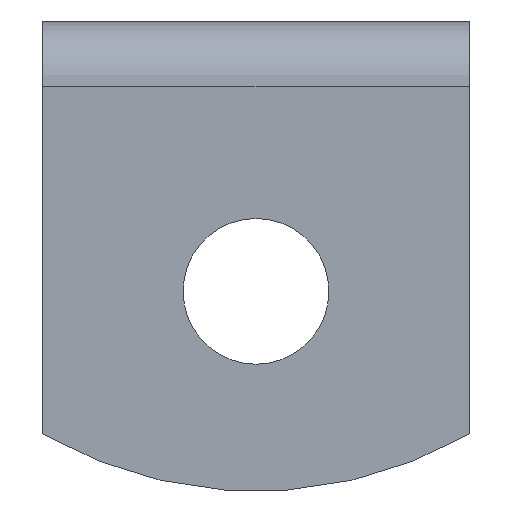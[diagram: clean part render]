
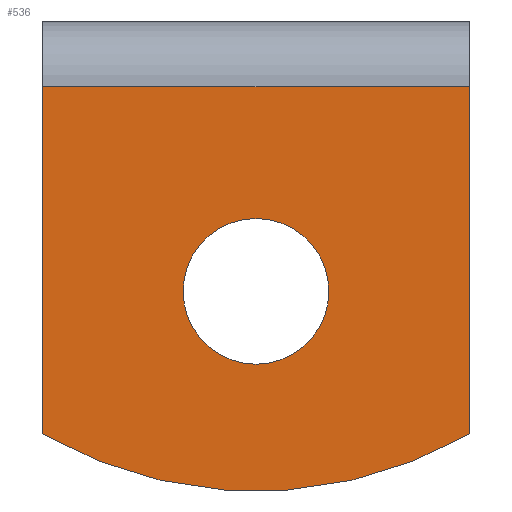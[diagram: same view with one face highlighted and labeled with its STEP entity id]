
A CAD part, front view. The second image highlights one B-rep face of the part: STEP entity #536.
In plain terms, the highlighted planar face has unit normal (0, -1, 0).
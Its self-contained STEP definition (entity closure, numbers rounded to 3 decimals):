
#7 = LINE ( 'NONE', #455, #501 ) ;
#8 = CARTESIAN_POINT ( 'NONE',  ( 0., 0., 5.063 ) ) ;
#15 = AXIS2_PLACEMENT_3D ( 'NONE', #601, #71, #70 ) ;
#23 = AXIS2_PLACEMENT_3D ( 'NONE', #46, #326, #563 ) ;
#27 = VERTEX_POINT ( 'NONE', #31 ) ;
#31 = CARTESIAN_POINT ( 'NONE',  ( 3.96, 0., 7.51 ) ) ;
#42 = LINE ( 'NONE', #509, #232 ) ;
#46 = CARTESIAN_POINT ( 'NONE',  ( 0., 0., 3.71 ) ) ;
#68 = ORIENTED_EDGE ( 'NONE', *, *, #443, .T. ) ;
#70 = DIRECTION ( 'NONE',  ( 0., 0., 1. ) ) ;
#71 = DIRECTION ( 'NONE',  ( 0., 1., 0. ) ) ;
#94 = VERTEX_POINT ( 'NONE', #556 ) ;
#128 = CIRCLE ( 'NONE', #15, 7.9 ) ;
#130 = CARTESIAN_POINT ( 'NONE',  ( 0., 0., 3.71 ) ) ;
#159 = ORIENTED_EDGE ( 'NONE', *, *, #258, .F. ) ;
#175 = FACE_BOUND ( 'NONE', #464, .T. ) ;
#200 = FACE_OUTER_BOUND ( 'NONE', #266, .T. ) ;
#209 = DIRECTION ( 'NONE',  ( -1., 0., 0. ) ) ;
#216 = DIRECTION ( 'NONE',  ( 0., 0., 1. ) ) ;
#232 = VECTOR ( 'NONE', #209, 1000. ) ;
#237 = VECTOR ( 'NONE', #446, 1000. ) ;
#239 = ORIENTED_EDGE ( 'NONE', *, *, #499, .T. ) ;
#247 = CARTESIAN_POINT ( 'NONE',  ( 0., 0., 2.357 ) ) ;
#249 = VERTEX_POINT ( 'NONE', #247 ) ;
#254 = VERTEX_POINT ( 'NONE', #441 ) ;
#258 = EDGE_CURVE ( 'NONE', #27, #94, #361, .T. ) ;
#266 = EDGE_LOOP ( 'NONE', ( #549, #159, #68, #544 ) ) ;
#272 = AXIS2_PLACEMENT_3D ( 'NONE', #130, #520, #371 ) ;
#302 = VERTEX_POINT ( 'NONE', #8 ) ;
#307 = CARTESIAN_POINT ( 'NONE',  ( -3.96, 0., 1.064 ) ) ;
#326 = DIRECTION ( 'NONE',  ( 0., 1., 0. ) ) ;
#349 = DIRECTION ( 'NONE',  ( 0., 0., -1. ) ) ;
#361 = LINE ( 'NONE', #542, #237 ) ;
#367 = DIRECTION ( 'NONE',  ( 0., 1., 0. ) ) ;
#371 = DIRECTION ( 'NONE',  ( 0., 0., 1. ) ) ;
#378 = EDGE_CURVE ( 'NONE', #94, #474, #128, .T. ) ;
#380 = EDGE_CURVE ( 'NONE', #254, #474, #7, .T. ) ;
#385 = CIRCLE ( 'NONE', #272, 1.353 ) ;
#441 = CARTESIAN_POINT ( 'NONE',  ( -3.96, 0., 7.51 ) ) ;
#443 = EDGE_CURVE ( 'NONE', #27, #254, #42, .T. ) ;
#446 = DIRECTION ( 'NONE',  ( 0., 0., -1. ) ) ;
#455 = CARTESIAN_POINT ( 'NONE',  ( -3.96, 0., 7.51 ) ) ;
#464 = EDGE_LOOP ( 'NONE', ( #581, #239 ) ) ;
#473 = CARTESIAN_POINT ( 'NONE',  ( 3.96, 0., 7.51 ) ) ;
#474 = VERTEX_POINT ( 'NONE', #307 ) ;
#482 = AXIS2_PLACEMENT_3D ( 'NONE', #473, #367, #216 ) ;
#499 = EDGE_CURVE ( 'NONE', #249, #302, #597, .T. ) ;
#501 = VECTOR ( 'NONE', #349, 1000. ) ;
#502 = EDGE_CURVE ( 'NONE', #302, #249, #385, .T. ) ;
#509 = CARTESIAN_POINT ( 'NONE',  ( 3.96, 0., 7.51 ) ) ;
#520 = DIRECTION ( 'NONE',  ( 0., 1., 0. ) ) ;
#536 = ADVANCED_FACE ( 'NONE', ( #175, #200 ), #621, .F. ) ;
#542 = CARTESIAN_POINT ( 'NONE',  ( 3.96, 0., 7.51 ) ) ;
#544 = ORIENTED_EDGE ( 'NONE', *, *, #380, .T. ) ;
#549 = ORIENTED_EDGE ( 'NONE', *, *, #378, .F. ) ;
#556 = CARTESIAN_POINT ( 'NONE',  ( 3.96, 0., 1.064 ) ) ;
#563 = DIRECTION ( 'NONE',  ( 0., 0., 1. ) ) ;
#581 = ORIENTED_EDGE ( 'NONE', *, *, #502, .T. ) ;
#597 = CIRCLE ( 'NONE', #23, 1.353 ) ;
#601 = CARTESIAN_POINT ( 'NONE',  ( 0., 0., 7.9 ) ) ;
#621 = PLANE ( 'NONE',  #482 ) ;
